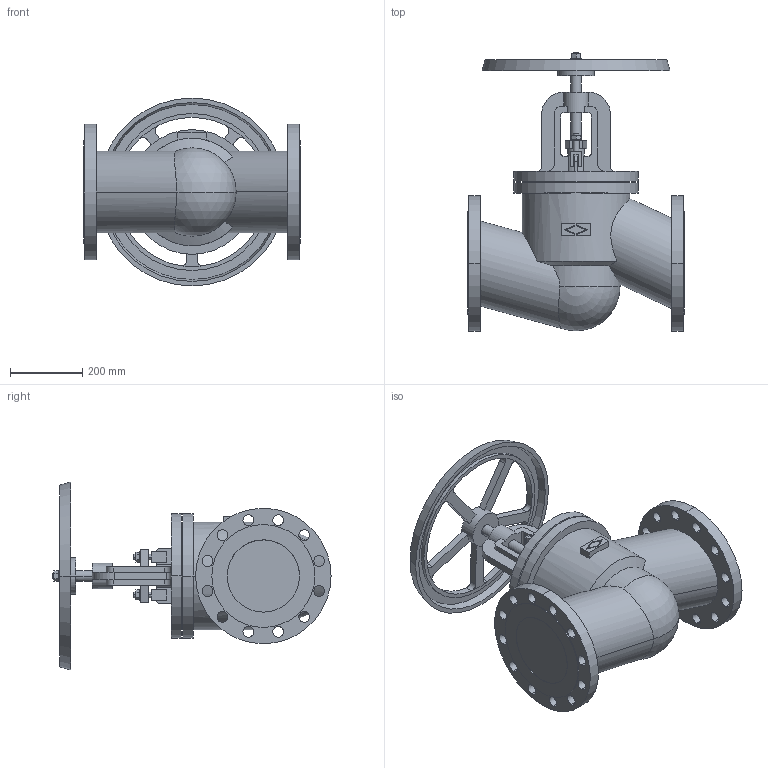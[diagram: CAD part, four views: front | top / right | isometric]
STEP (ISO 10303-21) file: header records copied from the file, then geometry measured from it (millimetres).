
FILE_DESCRIPTION(('OneSpaceDesigner STEP Export'),'2;1');
FILE_NAME('c000002063.stp','2005-12-02T11:12:20',(''),(''),'OneSpace Designer STEP processor for AP203 (Solid Model)','OneSpace Designer 13.20A 18-Aug-2005 (C) CoCreate Software GmbH','');
FILE_SCHEMA(('CONFIG_CONTROL_DESIGN'));
Length unit declared in the file: millimetre
Products named in the file (1): 1
Bounding box: 600 x 770.04 x 520 mm (x, y, z)
Volume: 48774568.6 mm3; surface area: 1738280.3 mm2
Topology: 1 solids, 1 shells, 299 faces, 791 edges, 518 vertices
Faces by surface type: cylinder 145, plane 136, cone 16, sphere 2
Entity records: 9310 total; most frequent: CARTESIAN_POINT 2144, ORIENTED_EDGE 1578, DIRECTION 1321, EDGE_CURVE 789, VERTEX_POINT 518, AXIS2_PLACEMENT_3D 448, VECTOR 425, LINE 425
